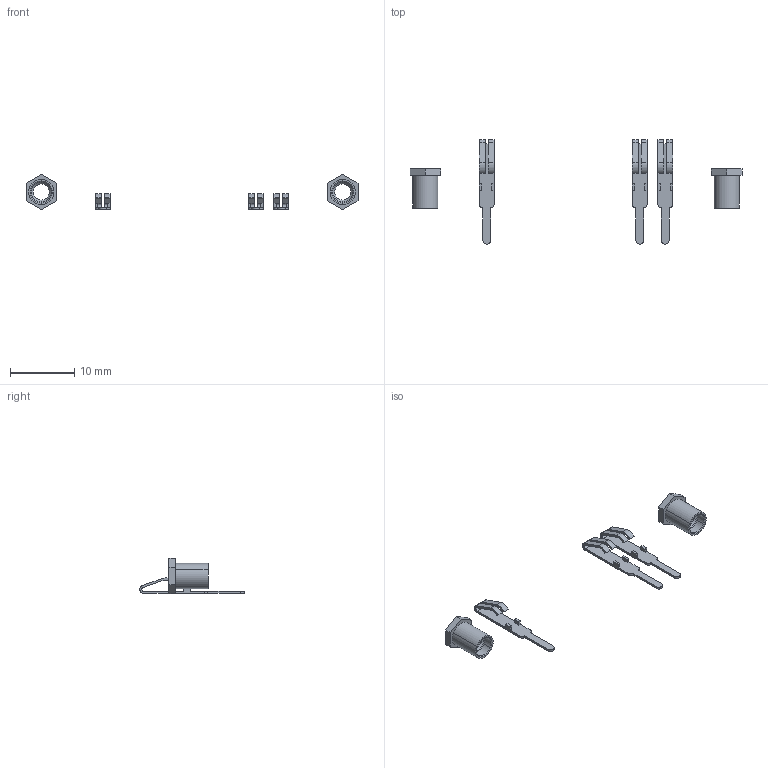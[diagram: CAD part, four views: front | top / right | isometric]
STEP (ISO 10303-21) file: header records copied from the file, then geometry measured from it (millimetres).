
FILE_DESCRIPTION (( 'STEP AP203' ), '1' );
FILE_NAME ('357-008-525-107.STEP', '2018-08-07T00:29:11', ( '' ), ( '' ), 'SwSTEP 2.0', 'SolidWorks 2016', '' );
FILE_SCHEMA (( 'CONFIG_CONTROL_DESIGN' ));
Length unit declared in the file: inch
Products named in the file (4): 345-250-001_345-250-005-103; 357-008-525-107; 307 Part_.156 Dia Mounting Holes; 307-290-001_525
Assembly tree (6 placements, depth 2):
  357-008-525-107
    307 Part_.156 Dia Mounting Holes
    307-290-001_525  x3
    345-250-001_345-250-005-103  x2
Bounding box: 51.59 x 16.23 x 5.48 mm (x, y, z)
Volume: 133.6 mm3; surface area: 624.2 mm2
Topology: 5 solids, 5 shells, 154 faces, 394 edges, 252 vertices
Faces by surface type: plane 93, cylinder 45, cone 12, torus 4
Entity records: 12043 total; most frequent: CARTESIAN_POINT 2018, ORIENTED_EDGE 2002, DIRECTION 1987, EDGE_CURVE 1001, VECTOR 753, LINE 753, VERTEX_POINT 648, AXIS2_PLACEMENT_3D 617
